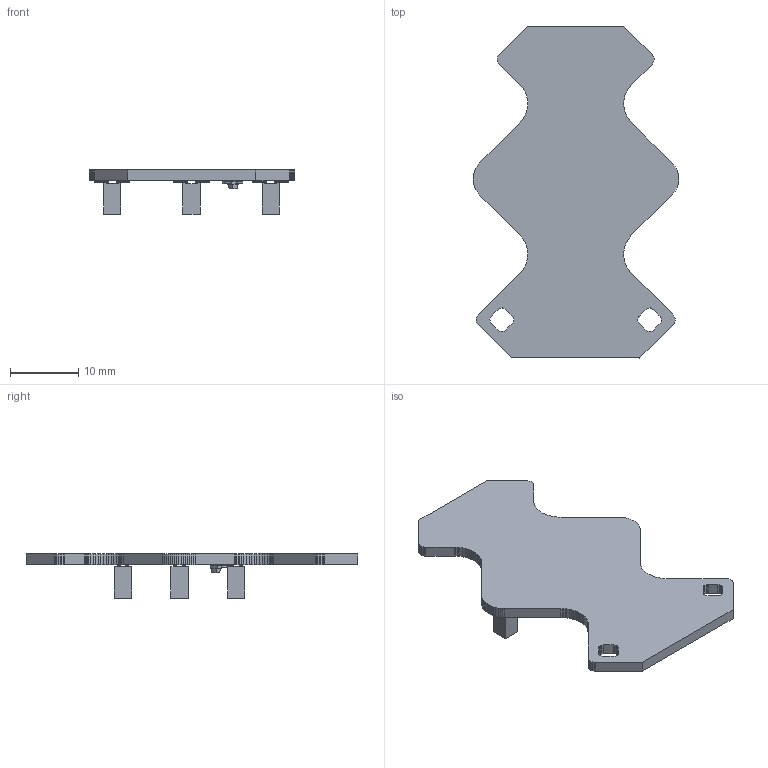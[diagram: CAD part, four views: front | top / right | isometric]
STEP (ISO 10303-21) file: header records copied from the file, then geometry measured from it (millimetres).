
FILE_DESCRIPTION(('KiCad electronic assembly'),'2;1');
FILE_NAME('V3_topPlate.step','2023-11-04T18:15:56',('Pcbnew'),('Kicad'), 'Open CASCADE STEP processor 7.6','KiCad to STEP converter','Unknown' );
FILE_SCHEMA(('AUTOMOTIVE_DESIGN { 1 0 10303 214 1 1 1 1 }'));
Length unit declared in the file: millimetre
Products named in the file (8): V3_topPlate 1; PinSocket_2x02_P1.27mm_Vertical_SMD; SOLID; LED_0603_1608Metric; R_0402_1005Metric; _autosave-USB_duck_v3_POC_FACEPLATES PCB
Assembly tree (11 placements, depth 3):
  V3_topPlate 1
    PinSocket_2x02_P1.27mm_Vertical_SMD  x4
      SOLID
    LED_0603_1608Metric
      SOLID
    R_0402_1005Metric  x2
      SOLID
    _autosave-USB_duck_v3_POC_FACEPLATES PCB
Bounding box: 30.08 x 48.63 x 6.47 mm (x, y, z)
Volume: 1725.7 mm3; surface area: 2703 mm2
Topology: 8 solids, 8 shells, 914 faces, 2403 edges, 1554 vertices
Faces by surface type: plane 842, cylinder 72
Entity records: 31246 total; most frequent: CARTESIAN_POINT 5101, DIRECTION 4543, LINE 3507, VECTOR 3507, ORIENTED_EDGE 2414, PCURVE 2414, DEFINITIONAL_REPRESENTATION 2414, EDGE_CURVE 1207
